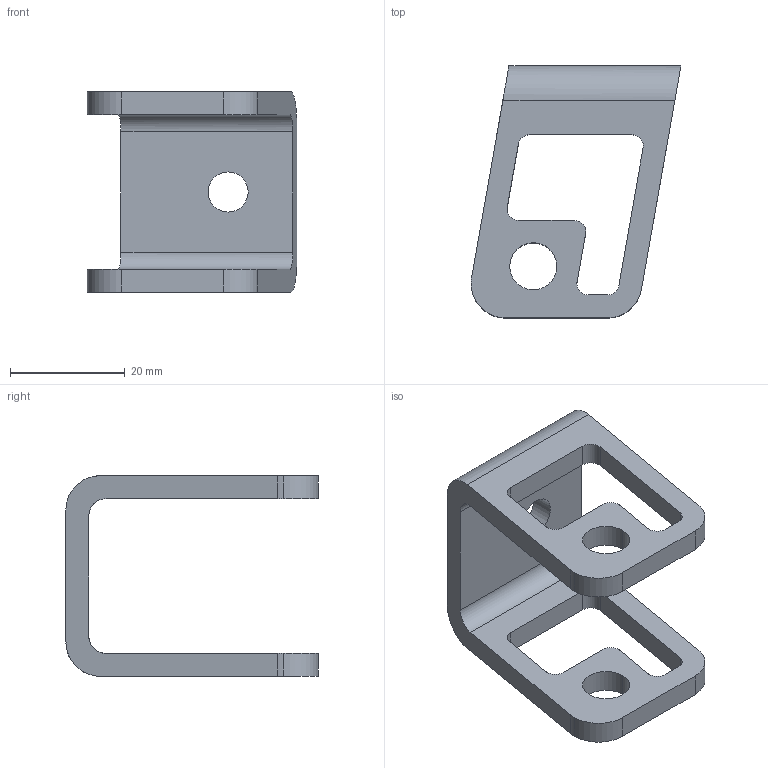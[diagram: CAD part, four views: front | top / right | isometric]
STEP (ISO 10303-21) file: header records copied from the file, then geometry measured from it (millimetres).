
FILE_DESCRIPTION (( 'STEP AP214' ), '1' );
FILE_NAME ('SON-PLI-001-A-SABOT ROUE FOLLE.STEP', '2021-10-20T07:31:45', ( '' ), ( '' ), 'SwSTEP 2.0', 'SolidWorks 2021', '' );
FILE_SCHEMA (( 'AUTOMOTIVE_DESIGN' ));
Length unit declared in the file: millimetre
Products named in the file (1): SON-PLI-001-A-SABOT ROUE FOLLE
Bounding box: 36.61 x 44 x 35 mm (x, y, z)
Volume: 9377.9 mm3; surface area: 6786.6 mm2
Topology: 1 solids, 1 shells, 56 faces, 162 edges, 108 vertices
Faces by surface type: cylinder 34, plane 22
Entity records: 1920 total; most frequent: CARTESIAN_POINT 351, DIRECTION 328, ORIENTED_EDGE 324, EDGE_CURVE 162, AXIS2_PLACEMENT_3D 117, VERTEX_POINT 108, LINE 94, VECTOR 94
